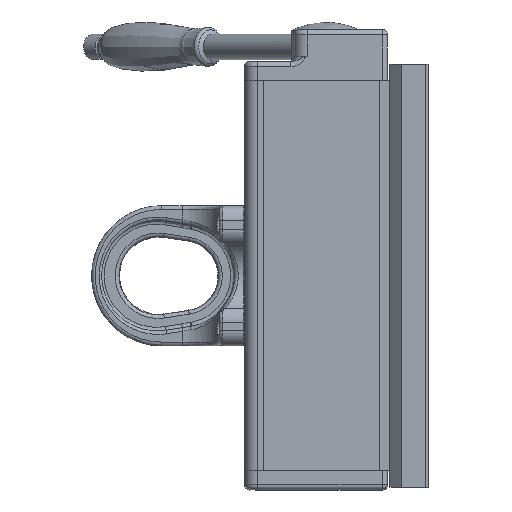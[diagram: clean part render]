
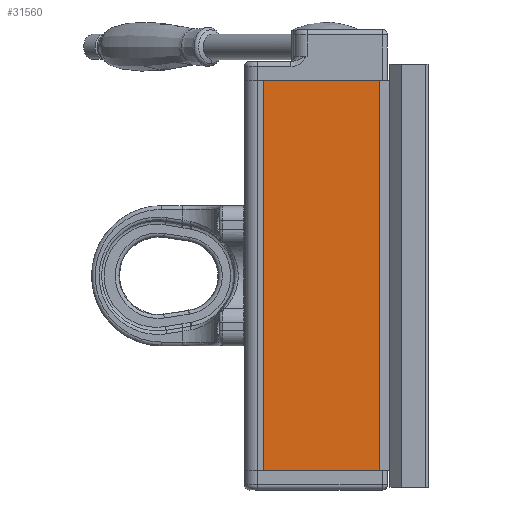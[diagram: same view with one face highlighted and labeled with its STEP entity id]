
A CAD part, left-side view. The second image highlights one B-rep face of the part: STEP entity #31560.
In plain terms, the highlighted planar face has unit normal (-1, 0, 0).
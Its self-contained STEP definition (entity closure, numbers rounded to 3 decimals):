
#2409=PLANE('',#35115);
#4397=FACE_OUTER_BOUND('',#6705,.T.);
#6705=EDGE_LOOP('',(#28936,#28937,#28938,#28939));
#9167=LINE('',#81168,#11645);
#9172=LINE('',#81179,#11650);
#9174=LINE('',#81182,#11652);
#9175=LINE('',#81183,#11653);
#11645=VECTOR('',#44389,1000.);
#11650=VECTOR('',#44398,1000.);
#11652=VECTOR('',#44402,1000.);
#11653=VECTOR('',#44403,1000.);
#15911=VERTEX_POINT('',#81162);
#15913=VERTEX_POINT('',#81166);
#15916=VERTEX_POINT('',#81176);
#15917=VERTEX_POINT('',#81178);
#20259=EDGE_CURVE('',#15913,#15911,#9167,.T.);
#20264=EDGE_CURVE('',#15917,#15916,#9172,.T.);
#20266=EDGE_CURVE('',#15911,#15916,#9174,.T.);
#20267=EDGE_CURVE('',#15913,#15917,#9175,.T.);
#28936=ORIENTED_EDGE('',*,*,#20266,.F.);
#28937=ORIENTED_EDGE('',*,*,#20259,.F.);
#28938=ORIENTED_EDGE('',*,*,#20267,.T.);
#28939=ORIENTED_EDGE('',*,*,#20264,.T.);
#31560=ADVANCED_FACE('',(#4397),#2409,.T.);
#35115=AXIS2_PLACEMENT_3D('',#81181,#44400,#44401);
#44389=DIRECTION('',(0.,0.,1.));
#44398=DIRECTION('',(0.,0.,1.));
#44400=DIRECTION('center_axis',(-1.,0.,0.));
#44401=DIRECTION('ref_axis',(0.,1.,0.));
#44402=DIRECTION('',(0.,-1.,0.));
#44403=DIRECTION('',(0.,-1.,0.));
#81162=CARTESIAN_POINT('',(-57.058,50.54,459.));
#81166=CARTESIAN_POINT('',(-57.058,50.54,153.));
#81168=CARTESIAN_POINT('',(-57.058,50.54,153.));
#81176=CARTESIAN_POINT('',(-57.058,-40.094,459.));
#81178=CARTESIAN_POINT('',(-57.058,-40.094,153.));
#81179=CARTESIAN_POINT('',(-57.058,-40.094,153.));
#81181=CARTESIAN_POINT('Origin',(-57.058,50.54,153.));
#81182=CARTESIAN_POINT('',(-57.058,50.54,459.));
#81183=CARTESIAN_POINT('',(-57.058,50.54,153.));
